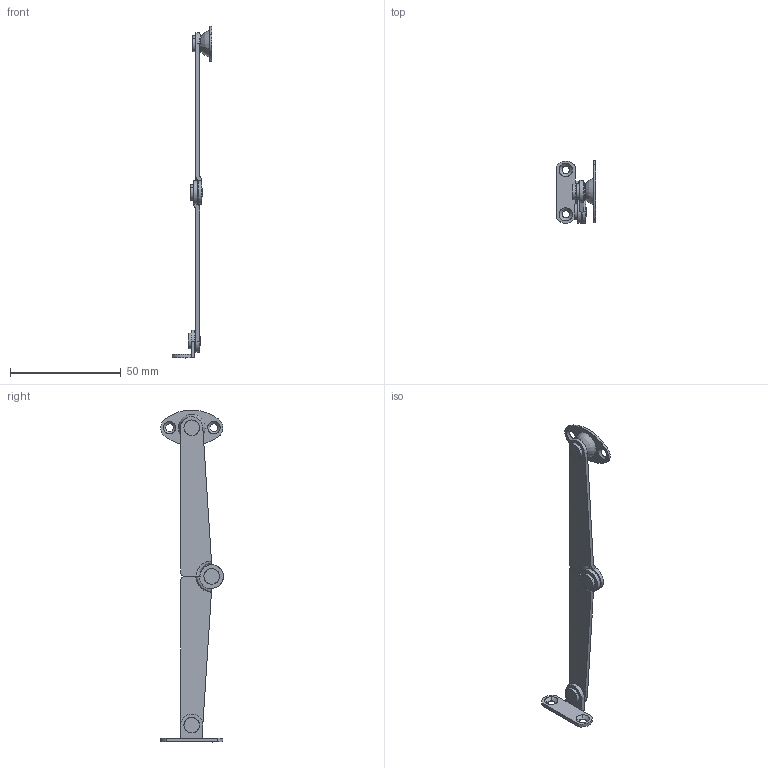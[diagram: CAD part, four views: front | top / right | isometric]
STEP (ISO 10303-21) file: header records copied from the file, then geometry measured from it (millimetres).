
FILE_DESCRIPTION((''),'2;1');
FILE_NAME('','2006-01-17T10:22:43',(''),(''),'','CADfix','');
FILE_SCHEMA(('AUTOMOTIVE_DESIGN'));
Length unit declared in the file: millimetre
Products named in the file (7): washer; rivet; bracket_B; bracket_A; arm_mr-8; arm_mr-2; TM_28_1R_19460_36
Assembly tree (10 placements, depth 2):
  TM_28_1R_19460_36
    washer  x3
    rivet  x3
    bracket_B
    bracket_A
    arm_mr-8
    arm_mr-2
Bounding box: 17.8 x 28.25 x 149.6 mm (x, y, z)
Volume: 4099.3 mm3; surface area: 6761.6 mm2
Topology: 10 solids, 10 shells, 125 faces, 517 edges, 420 vertices
Faces by surface type: bspline 125
Entity records: 5729 total; most frequent: CARTESIAN_POINT 3323, ORIENTED_EDGE 754, EDGE_CURVE 377, VERTEX_POINT 300, B_SPLINE_CURVE_WITH_KNOTS 284, EDGE_LOOP 119, QUASI_UNIFORM_CURVE 93, FACE_OUTER_BOUND 93
